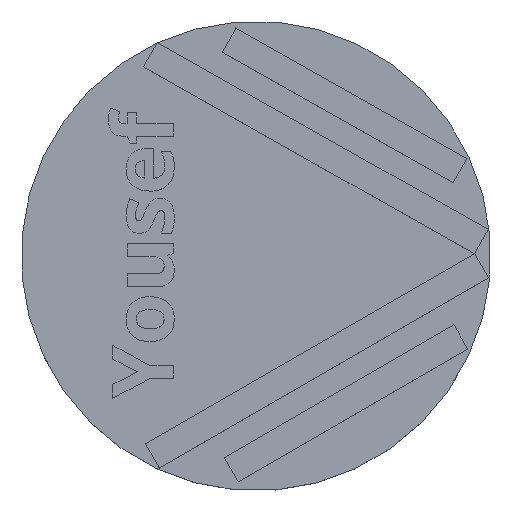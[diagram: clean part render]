
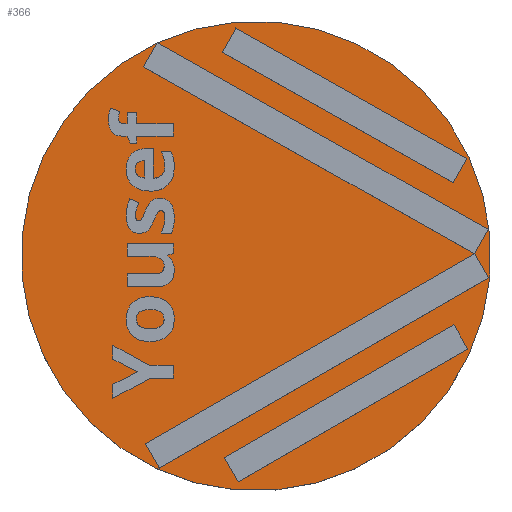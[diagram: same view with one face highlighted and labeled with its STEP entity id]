
A CAD part, top view. The second image highlights one B-rep face of the part: STEP entity #366.
In plain terms, the highlighted planar face has unit normal (0, 0, 1).
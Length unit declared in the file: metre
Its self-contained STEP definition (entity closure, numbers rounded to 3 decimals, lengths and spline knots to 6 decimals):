
#366 = ADVANCED_FACE( '', ( #824, #825, #826 ), #827, .T. );
#824 = FACE_BOUND( '', #1421, .T. );
#825 = FACE_OUTER_BOUND( '', #1422, .T. );
#826 = FACE_BOUND( '', #1423, .T. );
#827 = PLANE( '', #1424 );
#1421 = EDGE_LOOP( '', ( #2411, #2412, #2413, #2414 ) );
#1422 = EDGE_LOOP( '', ( #2415, #2416, #2417, #2418, #2419, #2420, #2421, #2422, #2423 ) );
#1423 = EDGE_LOOP( '', ( #2424, #2425, #2426, #2427 ) );
#1424 = AXIS2_PLACEMENT_3D( '', #2428, #2429, #2430 );
#2411 = ORIENTED_EDGE( '', *, *, #3753, .F. );
#2412 = ORIENTED_EDGE( '', *, *, #3411, .T. );
#2413 = ORIENTED_EDGE( '', *, *, #3572, .T. );
#2414 = ORIENTED_EDGE( '', *, *, #3568, .F. );
#2415 = ORIENTED_EDGE( '', *, *, #3581, .F. );
#2416 = ORIENTED_EDGE( '', *, *, #3754, .T. );
#2417 = ORIENTED_EDGE( '', *, *, #3755, .T. );
#2418 = ORIENTED_EDGE( '', *, *, #3727, .T. );
#2419 = ORIENTED_EDGE( '', *, *, #3756, .F. );
#2420 = ORIENTED_EDGE( '', *, *, #3757, .F. );
#2421 = ORIENTED_EDGE( '', *, *, #3758, .T. );
#2422 = ORIENTED_EDGE( '', *, *, #3500, .T. );
#2423 = ORIENTED_EDGE( '', *, *, #3759, .F. );
#2424 = ORIENTED_EDGE( '', *, *, #3495, .F. );
#2425 = ORIENTED_EDGE( '', *, *, #3591, .T. );
#2426 = ORIENTED_EDGE( '', *, *, #3760, .T. );
#2427 = ORIENTED_EDGE( '', *, *, #3761, .F. );
#2428 = CARTESIAN_POINT( '', ( -0.047483, 0.02759, 0.00762 ) );
#2429 = DIRECTION( '', ( 0., 0., 1. ) );
#2430 = DIRECTION( '', ( 1., 0., 0. ) );
#3411 = EDGE_CURVE( '', #4020, #4018, #4021, .T. );
#3495 = EDGE_CURVE( '', #4171, #4173, #4174, .T. );
#3500 = EDGE_CURVE( '', #4182, #4180, #4183, .T. );
#3568 = EDGE_CURVE( '', #4296, #4298, #4299, .T. );
#3572 = EDGE_CURVE( '', #4018, #4298, #4303, .T. );
#3581 = EDGE_CURVE( '', #4317, #4319, #4320, .T. );
#3591 = EDGE_CURVE( '', #4171, #4334, #4336, .T. );
#3727 = EDGE_CURVE( '', #4556, #4554, #4557, .T. );
#3753 = EDGE_CURVE( '', #4020, #4296, #4593, .T. );
#3754 = EDGE_CURVE( '', #4317, #4594, #4595, .T. );
#3755 = EDGE_CURVE( '', #4594, #4556, #4596, .T. );
#3756 = EDGE_CURVE( '', #4597, #4554, #4598, .T. );
#3757 = EDGE_CURVE( '', #4599, #4597, #4600, .T. );
#3758 = EDGE_CURVE( '', #4599, #4182, #4601, .T. );
#3759 = EDGE_CURVE( '', #4319, #4180, #4602, .T. );
#3760 = EDGE_CURVE( '', #4334, #4603, #4604, .T. );
#3761 = EDGE_CURVE( '', #4173, #4603, #4605, .T. );
#4018 = VERTEX_POINT( '', #4917 );
#4020 = VERTEX_POINT( '', #4920 );
#4021 = LINE( '', #4921, #4922 );
#4171 = VERTEX_POINT( '', #5173 );
#4173 = VERTEX_POINT( '', #5176 );
#4174 = LINE( '', #5177, #5178 );
#4180 = VERTEX_POINT( '', #5186 );
#4182 = VERTEX_POINT( '', #5189 );
#4183 = LINE( '', #5190, #5191 );
#4296 = VERTEX_POINT( '', #5365 );
#4298 = VERTEX_POINT( '', #5368 );
#4299 = LINE( '', #5369, #5370 );
#4303 = LINE( '', #5376, #5377 );
#4317 = VERTEX_POINT( '', #5398 );
#4319 = VERTEX_POINT( '', #5401 );
#4320 = LINE( '', #5402, #5403 );
#4334 = VERTEX_POINT( '', #5425 );
#4336 = LINE( '', #5428, #5429 );
#4554 = VERTEX_POINT( '', #5808 );
#4556 = VERTEX_POINT( '', #5811 );
#4557 = LINE( '', #5812, #5813 );
#4593 = LINE( '', #5881, #5882 );
#4594 = VERTEX_POINT( '', #5883 );
#4595 = CIRCLE( '', #5884, 0.034178 );
#4596 = LINE( '', #5885, #5886 );
#4597 = VERTEX_POINT( '', #5887 );
#4598 = LINE( '', #5888, #5889 );
#4599 = VERTEX_POINT( '', #5890 );
#4600 = LINE( '', #5891, #5892 );
#4601 = LINE( '', #5893, #5894 );
#4602 = LINE( '', #5895, #5896 );
#4603 = VERTEX_POINT( '', #5897 );
#4604 = LINE( '', #5898, #5899 );
#4605 = LINE( '', #5900, #5901 );
#4917 = CARTESIAN_POINT( '', ( -0.016767, 0.041773, 0.00762 ) );
#4920 = CARTESIAN_POINT( '', ( -0.050399, 0.060767, 0.00762 ) );
#4921 = CARTESIAN_POINT( '', ( -0.033583, 0.05127, 0.00762 ) );
#4922 = VECTOR( '', #6390, 1. );
#5173 = CARTESIAN_POINT( '', ( -0.050085, -0.005289, 0.00762 ) );
#5176 = CARTESIAN_POINT( '', ( -0.016635, 0.014023, 0.00762 ) );
#5177 = CARTESIAN_POINT( '', ( -0.03336, 0.004367, 0.00762 ) );
#5178 = VECTOR( '', #6431, 1. );
#5186 = CARTESIAN_POINT( '', ( -0.015699, 0.027903, 0.00762 ) );
#5189 = CARTESIAN_POINT( '', ( -0.063605, 0.000245, 0.00762 ) );
#5190 = CARTESIAN_POINT( '', ( -0.039652, 0.014074, 0.00762 ) );
#5191 = VECTOR( '', #6435, 1. );
#5365 = CARTESIAN_POINT( '', ( -0.052399, 0.057227, 0.00762 ) );
#5368 = CARTESIAN_POINT( '', ( -0.018766, 0.038233, 0.00762 ) );
#5369 = CARTESIAN_POINT( '', ( -0.035582, 0.04773, 0.00762 ) );
#5370 = VECTOR( '', #6481, 1. );
#5376 = CARTESIAN_POINT( '', ( -0.017766, 0.040003, 0.00762 ) );
#5377 = VECTOR( '', #6484, 1. );
#5398 = CARTESIAN_POINT( '', ( -0.061905, 0.058576, 0.00762 ) );
#5401 = CARTESIAN_POINT( '', ( -0.063865, 0.055105, 0.00762 ) );
#5402 = CARTESIAN_POINT( '', ( -0.062885, 0.05684, 0.00762 ) );
#5403 = VECTOR( '', #6489, 1. );
#5425 = CARTESIAN_POINT( '', ( -0.052118, -0.001768, 0.00762 ) );
#5428 = CARTESIAN_POINT( '', ( -0.051102, -0.003529, 0.00762 ) );
#5429 = VECTOR( '', #6495, 1. );
#5808 = CARTESIAN_POINT( '', ( -0.015673, 0.027903, 0.00762 ) );
#5811 = CARTESIAN_POINT( '', ( -0.01368, 0.031432, 0.00762 ) );
#5812 = CARTESIAN_POINT( '', ( -0.014676, 0.029668, 0.00762 ) );
#5813 = VECTOR( '', #6556, 1. );
#5881 = CARTESIAN_POINT( '', ( -0.051399, 0.058997, 0.00762 ) );
#5882 = VECTOR( '', #6563, 1. );
#5883 = CARTESIAN_POINT( '', ( -0.061816, 0.058617, 0.00762 ) );
#5884 = AXIS2_PLACEMENT_3D( '', #6564, #6565, #6566 );
#5885 = CARTESIAN_POINT( '', ( -0.037748, 0.045025, 0.00762 ) );
#5886 = VECTOR( '', #6567, 1. );
#5887 = CARTESIAN_POINT( '', ( -0.013647, 0.024393, 0.00762 ) );
#5888 = CARTESIAN_POINT( '', ( -0.01466, 0.026148, 0.00762 ) );
#5889 = VECTOR( '', #6568, 1. );
#5890 = CARTESIAN_POINT( '', ( -0.061572, -0.003276, 0.00762 ) );
#5891 = CARTESIAN_POINT( '', ( -0.037609, 0.010559, 0.00762 ) );
#5892 = VECTOR( '', #6569, 1. );
#5893 = CARTESIAN_POINT( '', ( -0.062588, -0.001516, 0.00762 ) );
#5894 = VECTOR( '', #6570, 1. );
#5895 = CARTESIAN_POINT( '', ( -0.039782, 0.041504, 0.00762 ) );
#5896 = VECTOR( '', #6571, 1. );
#5897 = CARTESIAN_POINT( '', ( -0.018668, 0.017544, 0.00762 ) );
#5898 = CARTESIAN_POINT( '', ( -0.035393, 0.007888, 0.00762 ) );
#5899 = VECTOR( '', #6572, 1. );
#5900 = CARTESIAN_POINT( '', ( -0.017651, 0.015784, 0.00762 ) );
#5901 = VECTOR( '', #6573, 1. );
#6390 = DIRECTION( '', ( 0.871, -0.492, 0. ) );
#6431 = DIRECTION( '', ( 0.866, 0.5, 0. ) );
#6435 = DIRECTION( '', ( 0.866, 0.5, 0. ) );
#6481 = DIRECTION( '', ( 0.871, -0.492, 0. ) );
#6484 = DIRECTION( '', ( -0.492, -0.871, 0. ) );
#6489 = DIRECTION( '', ( -0.492, -0.871, 0. ) );
#6495 = DIRECTION( '', ( -0.5, 0.866, 0. ) );
#6556 = DIRECTION( '', ( -0.492, -0.871, 0. ) );
#6563 = DIRECTION( '', ( -0.492, -0.871, 0. ) );
#6564 = CARTESIAN_POINT( '', ( -0.047483, 0.02759, 0.00762 ) );
#6565 = DIRECTION( '', ( 0., 0., 1. ) );
#6566 = DIRECTION( '', ( 1., 0., 0. ) );
#6567 = DIRECTION( '', ( 0.871, -0.492, 0. ) );
#6568 = DIRECTION( '', ( -0.5, 0.866, 0. ) );
#6569 = DIRECTION( '', ( 0.866, 0.5, 0. ) );
#6570 = DIRECTION( '', ( -0.5, 0.866, 0. ) );
#6571 = DIRECTION( '', ( 0.871, -0.492, 0. ) );
#6572 = DIRECTION( '', ( 0.866, 0.5, 0. ) );
#6573 = DIRECTION( '', ( -0.5, 0.866, 0. ) );
